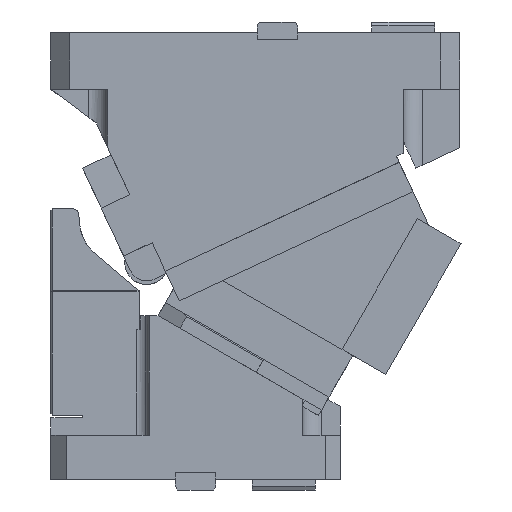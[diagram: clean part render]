
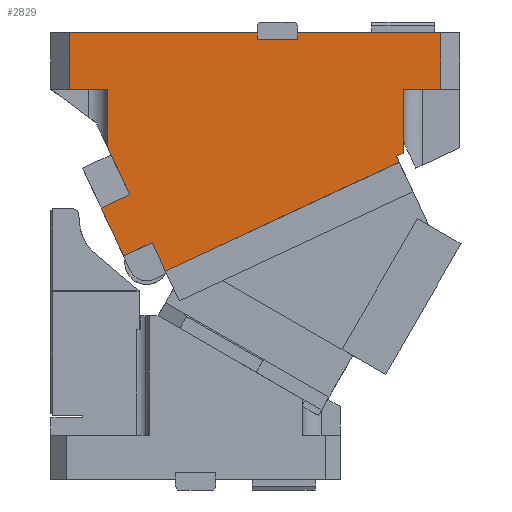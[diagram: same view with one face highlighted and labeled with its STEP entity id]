
A CAD part, front view. The second image highlights one B-rep face of the part: STEP entity #2829.
In plain terms, the highlighted planar face has unit normal (0, -1, 0).
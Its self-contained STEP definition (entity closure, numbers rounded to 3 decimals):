
#1149=CARTESIAN_POINT('Vertex',(57.741,-45.,177.525)) ;
#1175=CARTESIAN_POINT('Vertex',(80.399,-45.,188.09)) ;
#1178=CARTESIAN_POINT('Line Origine',(69.07,-45.,182.808)) ;
#1838=CARTESIAN_POINT('Vertex',(280.,-45.,309.999)) ;
#1841=CARTESIAN_POINT('Line Origine',(280.,-45.,284.55)) ;
#1845=CARTESIAN_POINT('Vertex',(280.,-45.,259.1)) ;
#1867=CARTESIAN_POINT('Line Origine',(277.322,-45.,257.851)) ;
#1871=CARTESIAN_POINT('Vertex',(274.643,-45.,256.602)) ;
#1891=CARTESIAN_POINT('Line Origine',(275.7,-45.,254.336)) ;
#1895=CARTESIAN_POINT('Vertex',(276.757,-45.,252.071)) ;
#1910=CARTESIAN_POINT('Line Origine',(181.594,-45.,207.696)) ;
#1914=CARTESIAN_POINT('Vertex',(272.225,-45.,249.957)) ;
#1916=CARTESIAN_POINT('Vertex',(90.963,-45.,165.434)) ;
#1924=CARTESIAN_POINT('Line Origine',(274.491,-45.,251.014)) ;
#1938=CARTESIAN_POINT('Line Origine',(85.681,-45.,176.762)) ;
#2452=CARTESIAN_POINT('Line Origine',(48.853,-45.,196.586)) ;
#2456=CARTESIAN_POINT('Vertex',(39.964,-45.,215.647)) ;
#2712=CARTESIAN_POINT('Axis2P3D Location',(253.602,-45.,299.307)) ;
#2717=CARTESIAN_POINT('Line Origine',(30.,-45.,309.999)) ;
#2721=CARTESIAN_POINT('Vertex',(45.,-45.,309.999)) ;
#2723=CARTESIAN_POINT('Vertex',(15.,-45.,309.999)) ;
#2726=CARTESIAN_POINT('Line Origine',(45.,-45.,287.)) ;
#2730=CARTESIAN_POINT('Vertex',(45.,-45.,264.002)) ;
#2733=CARTESIAN_POINT('Line Origine',(52.134,-45.,248.704)) ;
#2737=CARTESIAN_POINT('Vertex',(59.267,-45.,233.407)) ;
#2740=CARTESIAN_POINT('Line Origine',(60.944,-45.,229.81)) ;
#2744=CARTESIAN_POINT('Vertex',(62.622,-45.,226.213)) ;
#2747=CARTESIAN_POINT('Line Origine',(51.293,-45.,220.93)) ;
#2752=CARTESIAN_POINT('Line Origine',(295.,-45.,309.999)) ;
#2756=CARTESIAN_POINT('Vertex',(310.,-45.,309.999)) ;
#2759=CARTESIAN_POINT('Line Origine',(310.,-45.,332.499)) ;
#2763=CARTESIAN_POINT('Vertex',(310.,-45.,354.999)) ;
#2766=CARTESIAN_POINT('Line Origine',(253.,-45.,354.999)) ;
#2770=CARTESIAN_POINT('Vertex',(196.,-45.,354.999)) ;
#2773=CARTESIAN_POINT('Line Origine',(196.,-45.,352.249)) ;
#2777=CARTESIAN_POINT('Vertex',(196.,-45.,349.499)) ;
#2780=CARTESIAN_POINT('Line Origine',(180.,-45.,349.499)) ;
#2784=CARTESIAN_POINT('Vertex',(164.,-45.,349.499)) ;
#2787=CARTESIAN_POINT('Line Origine',(164.,-45.,352.249)) ;
#2791=CARTESIAN_POINT('Vertex',(164.,-45.,354.999)) ;
#2794=CARTESIAN_POINT('Line Origine',(89.5,-45.,354.999)) ;
#2798=CARTESIAN_POINT('Vertex',(15.,-45.,354.999)) ;
#2801=CARTESIAN_POINT('Line Origine',(15.,-45.,332.499)) ;
#1179=DIRECTION('Vector Direction',(-0.906,0.,-0.423)) ;
#1842=DIRECTION('Vector Direction',(0.,0.,1.)) ;
#1868=DIRECTION('Vector Direction',(-0.906,0.,-0.423)) ;
#1892=DIRECTION('Vector Direction',(0.423,0.,-0.906)) ;
#1911=DIRECTION('Vector Direction',(-0.906,0.,-0.423)) ;
#1925=DIRECTION('Vector Direction',(-0.906,0.,-0.423)) ;
#1939=DIRECTION('Vector Direction',(-0.423,0.,0.906)) ;
#2453=DIRECTION('Vector Direction',(-0.423,0.,0.906)) ;
#2713=DIRECTION('Axis2P3D Direction',(0.,-1.,0.)) ;
#2714=DIRECTION('Axis2P3D XDirection',(1.,0.,0.)) ;
#2718=DIRECTION('Vector Direction',(-1.,0.,0.)) ;
#2727=DIRECTION('Vector Direction',(0.,0.,1.)) ;
#2734=DIRECTION('Vector Direction',(-0.423,0.,0.906)) ;
#2741=DIRECTION('Vector Direction',(-0.423,0.,0.906)) ;
#2748=DIRECTION('Vector Direction',(-0.906,0.,-0.423)) ;
#2753=DIRECTION('Vector Direction',(1.,0.,0.)) ;
#2760=DIRECTION('Vector Direction',(0.,0.,-1.)) ;
#2767=DIRECTION('Vector Direction',(1.,0.,0.)) ;
#2774=DIRECTION('Vector Direction',(0.,0.,1.)) ;
#2781=DIRECTION('Vector Direction',(-1.,0.,0.)) ;
#2788=DIRECTION('Vector Direction',(0.,0.,-1.)) ;
#2795=DIRECTION('Vector Direction',(1.,0.,0.)) ;
#2802=DIRECTION('Vector Direction',(0.,0.,1.)) ;
#2715=AXIS2_PLACEMENT_3D('Plane Axis2P3D',#2712,#2713,#2714) ;
#2807=ORIENTED_EDGE('',*,*,#2725,.F.) ;
#2808=ORIENTED_EDGE('',*,*,#2732,.F.) ;
#2809=ORIENTED_EDGE('',*,*,#2739,.F.) ;
#2810=ORIENTED_EDGE('',*,*,#2746,.F.) ;
#2811=ORIENTED_EDGE('',*,*,#2751,.T.) ;
#2812=ORIENTED_EDGE('',*,*,#2458,.F.) ;
#2813=ORIENTED_EDGE('',*,*,#1182,.F.) ;
#2814=ORIENTED_EDGE('',*,*,#1942,.F.) ;
#2815=ORIENTED_EDGE('',*,*,#1918,.F.) ;
#2816=ORIENTED_EDGE('',*,*,#1928,.F.) ;
#2817=ORIENTED_EDGE('',*,*,#1897,.F.) ;
#2818=ORIENTED_EDGE('',*,*,#1873,.F.) ;
#2819=ORIENTED_EDGE('',*,*,#1847,.T.) ;
#2820=ORIENTED_EDGE('',*,*,#2758,.T.) ;
#2821=ORIENTED_EDGE('',*,*,#2765,.T.) ;
#2822=ORIENTED_EDGE('',*,*,#2772,.F.) ;
#2823=ORIENTED_EDGE('',*,*,#2779,.T.) ;
#2824=ORIENTED_EDGE('',*,*,#2786,.F.) ;
#2825=ORIENTED_EDGE('',*,*,#2793,.F.) ;
#2826=ORIENTED_EDGE('',*,*,#2800,.F.) ;
#2827=ORIENTED_EDGE('',*,*,#2805,.F.) ;
#1180=VECTOR('Line Direction',#1179,1.) ;
#1843=VECTOR('Line Direction',#1842,1.) ;
#1869=VECTOR('Line Direction',#1868,1.) ;
#1893=VECTOR('Line Direction',#1892,1.) ;
#1912=VECTOR('Line Direction',#1911,1.) ;
#1926=VECTOR('Line Direction',#1925,1.) ;
#1940=VECTOR('Line Direction',#1939,1.) ;
#2454=VECTOR('Line Direction',#2453,1.) ;
#2719=VECTOR('Line Direction',#2718,1.) ;
#2728=VECTOR('Line Direction',#2727,1.) ;
#2735=VECTOR('Line Direction',#2734,1.) ;
#2742=VECTOR('Line Direction',#2741,1.) ;
#2749=VECTOR('Line Direction',#2748,1.) ;
#2754=VECTOR('Line Direction',#2753,1.) ;
#2761=VECTOR('Line Direction',#2760,1.) ;
#2768=VECTOR('Line Direction',#2767,1.) ;
#2775=VECTOR('Line Direction',#2774,1.) ;
#2782=VECTOR('Line Direction',#2781,1.) ;
#2789=VECTOR('Line Direction',#2788,1.) ;
#2796=VECTOR('Line Direction',#2795,1.) ;
#2803=VECTOR('Line Direction',#2802,1.) ;
#2829=ADVANCED_FACE('CAM HOLDER',(#2828),#2716,.T.) ;
#1182=EDGE_CURVE('',#1176,#1150,#1181,.T.) ;
#1847=EDGE_CURVE('',#1846,#1839,#1844,.T.) ;
#1873=EDGE_CURVE('',#1846,#1872,#1870,.T.) ;
#1897=EDGE_CURVE('',#1872,#1896,#1894,.T.) ;
#1918=EDGE_CURVE('',#1915,#1917,#1913,.T.) ;
#1928=EDGE_CURVE('',#1896,#1915,#1927,.T.) ;
#1942=EDGE_CURVE('',#1917,#1176,#1941,.T.) ;
#2458=EDGE_CURVE('',#1150,#2457,#2455,.T.) ;
#2725=EDGE_CURVE('',#2722,#2724,#2720,.T.) ;
#2732=EDGE_CURVE('',#2731,#2722,#2729,.T.) ;
#2739=EDGE_CURVE('',#2738,#2731,#2736,.T.) ;
#2746=EDGE_CURVE('',#2745,#2738,#2743,.T.) ;
#2751=EDGE_CURVE('',#2745,#2457,#2750,.T.) ;
#2758=EDGE_CURVE('',#1839,#2757,#2755,.T.) ;
#2765=EDGE_CURVE('',#2757,#2764,#2762,.F.) ;
#2772=EDGE_CURVE('',#2771,#2764,#2769,.T.) ;
#2779=EDGE_CURVE('',#2771,#2778,#2776,.F.) ;
#2786=EDGE_CURVE('',#2785,#2778,#2783,.F.) ;
#2793=EDGE_CURVE('',#2792,#2785,#2790,.T.) ;
#2800=EDGE_CURVE('',#2799,#2792,#2797,.T.) ;
#2805=EDGE_CURVE('',#2724,#2799,#2804,.T.) ;
#2806=EDGE_LOOP('',(#2807,#2808,#2809,#2810,#2811,#2812,#2813,#2814,#2815,#2816,#2817,#2818,#2819,#2820,#2821,#2822,#2823,#2824,#2825,#2826,#2827)) ;
#2828=FACE_OUTER_BOUND('',#2806,.T.) ;
#1181=LINE('Line',#1178,#1180) ;
#1844=LINE('Line',#1841,#1843) ;
#1870=LINE('Line',#1867,#1869) ;
#1894=LINE('Line',#1891,#1893) ;
#1913=LINE('Line',#1910,#1912) ;
#1927=LINE('Line',#1924,#1926) ;
#1941=LINE('Line',#1938,#1940) ;
#2455=LINE('Line',#2452,#2454) ;
#2720=LINE('Line',#2717,#2719) ;
#2729=LINE('Line',#2726,#2728) ;
#2736=LINE('Line',#2733,#2735) ;
#2743=LINE('Line',#2740,#2742) ;
#2750=LINE('Line',#2747,#2749) ;
#2755=LINE('Line',#2752,#2754) ;
#2762=LINE('Line',#2759,#2761) ;
#2769=LINE('Line',#2766,#2768) ;
#2776=LINE('Line',#2773,#2775) ;
#2783=LINE('Line',#2780,#2782) ;
#2790=LINE('Line',#2787,#2789) ;
#2797=LINE('Line',#2794,#2796) ;
#2804=LINE('Line',#2801,#2803) ;
#2716=PLANE('Plane',#2715) ;
#1150=VERTEX_POINT('',#1149) ;
#1176=VERTEX_POINT('',#1175) ;
#1839=VERTEX_POINT('',#1838) ;
#1846=VERTEX_POINT('',#1845) ;
#1872=VERTEX_POINT('',#1871) ;
#1896=VERTEX_POINT('',#1895) ;
#1915=VERTEX_POINT('',#1914) ;
#1917=VERTEX_POINT('',#1916) ;
#2457=VERTEX_POINT('',#2456) ;
#2722=VERTEX_POINT('',#2721) ;
#2724=VERTEX_POINT('',#2723) ;
#2731=VERTEX_POINT('',#2730) ;
#2738=VERTEX_POINT('',#2737) ;
#2745=VERTEX_POINT('',#2744) ;
#2757=VERTEX_POINT('',#2756) ;
#2764=VERTEX_POINT('',#2763) ;
#2771=VERTEX_POINT('',#2770) ;
#2778=VERTEX_POINT('',#2777) ;
#2785=VERTEX_POINT('',#2784) ;
#2792=VERTEX_POINT('',#2791) ;
#2799=VERTEX_POINT('',#2798) ;
